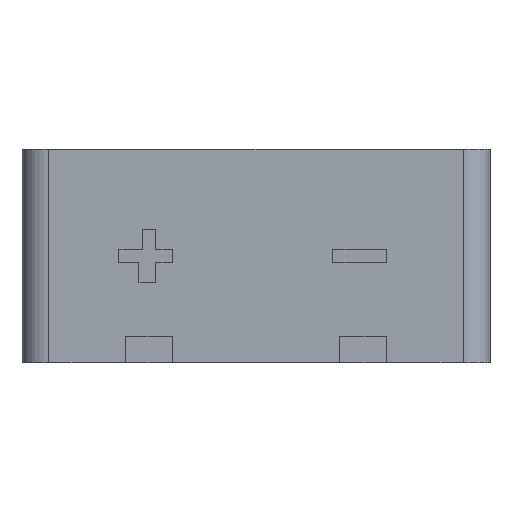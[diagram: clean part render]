
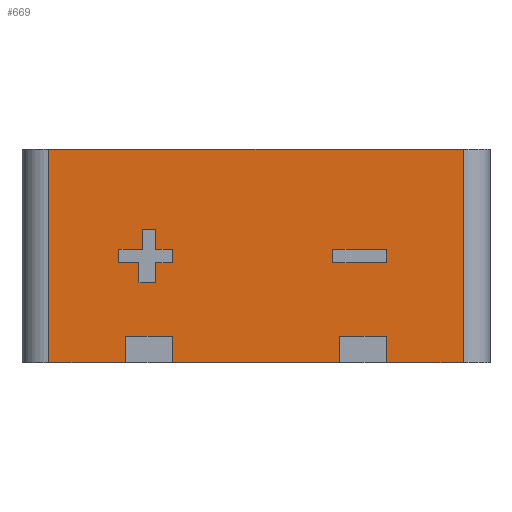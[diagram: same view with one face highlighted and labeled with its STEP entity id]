
A CAD part, front view. The second image highlights one B-rep face of the part: STEP entity #669.
In plain terms, the highlighted planar face has unit normal (0, -1, 0).
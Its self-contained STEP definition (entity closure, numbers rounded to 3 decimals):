
#155 = VERTEX_POINT('',#156);
#156 = CARTESIAN_POINT('',(-15.5,-30.5,16.));
#163 = EDGE_CURVE('',#164,#155,#166,.T.);
#164 = VERTEX_POINT('',#165);
#165 = CARTESIAN_POINT('',(15.5,-30.5,16.));
#166 = LINE('',#167,#168);
#167 = CARTESIAN_POINT('',(17.5,-30.5,16.));
#168 = VECTOR('',#169,1.);
#169 = DIRECTION('',(-1.,0.,0.));
#624 = VERTEX_POINT('',#625);
#625 = CARTESIAN_POINT('',(-15.5,-30.5,0.));
#632 = EDGE_CURVE('',#624,#155,#633,.T.);
#633 = LINE('',#634,#635);
#634 = CARTESIAN_POINT('',(-15.5,-30.5,0.));
#635 = VECTOR('',#636,1.);
#636 = DIRECTION('',(0.,0.,1.));
#669 = ADVANCED_FACE('',(#670,#752,#786),#884,.T.);
#670 = FACE_BOUND('',#671,.T.);
#671 = EDGE_LOOP('',(#672,#682,#688,#689,#690,#698,#706,#714,#722,#730,
    #738,#746));
#672 = ORIENTED_EDGE('',*,*,#673,.F.);
#673 = EDGE_CURVE('',#674,#676,#678,.T.);
#674 = VERTEX_POINT('',#675);
#675 = CARTESIAN_POINT('',(15.5,-30.5,0.));
#676 = VERTEX_POINT('',#677);
#677 = CARTESIAN_POINT('',(9.75,-30.5,0.));
#678 = LINE('',#679,#680);
#679 = CARTESIAN_POINT('',(17.5,-30.5,0.));
#680 = VECTOR('',#681,1.);
#681 = DIRECTION('',(-1.,0.,0.));
#682 = ORIENTED_EDGE('',*,*,#683,.T.);
#683 = EDGE_CURVE('',#674,#164,#684,.T.);
#684 = LINE('',#685,#686);
#685 = CARTESIAN_POINT('',(15.5,-30.5,0.));
#686 = VECTOR('',#687,1.);
#687 = DIRECTION('',(0.,0.,1.));
#688 = ORIENTED_EDGE('',*,*,#163,.T.);
#689 = ORIENTED_EDGE('',*,*,#632,.F.);
#690 = ORIENTED_EDGE('',*,*,#691,.F.);
#691 = EDGE_CURVE('',#692,#624,#694,.T.);
#692 = VERTEX_POINT('',#693);
#693 = CARTESIAN_POINT('',(-9.75,-30.5,0.));
#694 = LINE('',#695,#696);
#695 = CARTESIAN_POINT('',(17.5,-30.5,0.));
#696 = VECTOR('',#697,1.);
#697 = DIRECTION('',(-1.,0.,0.));
#698 = ORIENTED_EDGE('',*,*,#699,.T.);
#699 = EDGE_CURVE('',#692,#700,#702,.T.);
#700 = VERTEX_POINT('',#701);
#701 = CARTESIAN_POINT('',(-9.75,-30.5,2.));
#702 = LINE('',#703,#704);
#703 = CARTESIAN_POINT('',(-9.75,-30.5,0.));
#704 = VECTOR('',#705,1.);
#705 = DIRECTION('',(0.,0.,1.));
#706 = ORIENTED_EDGE('',*,*,#707,.F.);
#707 = EDGE_CURVE('',#708,#700,#710,.T.);
#708 = VERTEX_POINT('',#709);
#709 = CARTESIAN_POINT('',(-6.25,-30.5,2.));
#710 = LINE('',#711,#712);
#711 = CARTESIAN_POINT('',(-6.25,-30.5,2.));
#712 = VECTOR('',#713,1.);
#713 = DIRECTION('',(-1.,0.,0.));
#714 = ORIENTED_EDGE('',*,*,#715,.F.);
#715 = EDGE_CURVE('',#716,#708,#718,.T.);
#716 = VERTEX_POINT('',#717);
#717 = CARTESIAN_POINT('',(-6.25,-30.5,0.));
#718 = LINE('',#719,#720);
#719 = CARTESIAN_POINT('',(-6.25,-30.5,0.));
#720 = VECTOR('',#721,1.);
#721 = DIRECTION('',(0.,0.,1.));
#722 = ORIENTED_EDGE('',*,*,#723,.F.);
#723 = EDGE_CURVE('',#724,#716,#726,.T.);
#724 = VERTEX_POINT('',#725);
#725 = CARTESIAN_POINT('',(6.25,-30.5,0.));
#726 = LINE('',#727,#728);
#727 = CARTESIAN_POINT('',(17.5,-30.5,0.));
#728 = VECTOR('',#729,1.);
#729 = DIRECTION('',(-1.,0.,0.));
#730 = ORIENTED_EDGE('',*,*,#731,.T.);
#731 = EDGE_CURVE('',#724,#732,#734,.T.);
#732 = VERTEX_POINT('',#733);
#733 = CARTESIAN_POINT('',(6.25,-30.5,2.));
#734 = LINE('',#735,#736);
#735 = CARTESIAN_POINT('',(6.25,-30.5,0.));
#736 = VECTOR('',#737,1.);
#737 = DIRECTION('',(0.,0.,1.));
#738 = ORIENTED_EDGE('',*,*,#739,.F.);
#739 = EDGE_CURVE('',#740,#732,#742,.T.);
#740 = VERTEX_POINT('',#741);
#741 = CARTESIAN_POINT('',(9.75,-30.5,2.));
#742 = LINE('',#743,#744);
#743 = CARTESIAN_POINT('',(9.75,-30.5,2.));
#744 = VECTOR('',#745,1.);
#745 = DIRECTION('',(-1.,0.,0.));
#746 = ORIENTED_EDGE('',*,*,#747,.F.);
#747 = EDGE_CURVE('',#676,#740,#748,.T.);
#748 = LINE('',#749,#750);
#749 = CARTESIAN_POINT('',(9.75,-30.5,0.));
#750 = VECTOR('',#751,1.);
#751 = DIRECTION('',(0.,0.,1.));
#752 = FACE_BOUND('',#753,.T.);
#753 = EDGE_LOOP('',(#754,#764,#772,#780));
#754 = ORIENTED_EDGE('',*,*,#755,.T.);
#755 = EDGE_CURVE('',#756,#758,#760,.T.);
#756 = VERTEX_POINT('',#757);
#757 = CARTESIAN_POINT('',(5.75,-30.5,7.5));
#758 = VERTEX_POINT('',#759);
#759 = CARTESIAN_POINT('',(5.75,-30.5,8.5));
#760 = LINE('',#761,#762);
#761 = CARTESIAN_POINT('',(5.75,-30.5,7.5));
#762 = VECTOR('',#763,1.);
#763 = DIRECTION('',(0.,0.,1.));
#764 = ORIENTED_EDGE('',*,*,#765,.T.);
#765 = EDGE_CURVE('',#758,#766,#768,.T.);
#766 = VERTEX_POINT('',#767);
#767 = CARTESIAN_POINT('',(9.75,-30.5,8.5));
#768 = LINE('',#769,#770);
#769 = CARTESIAN_POINT('',(5.75,-30.5,8.5));
#770 = VECTOR('',#771,1.);
#771 = DIRECTION('',(1.,0.,0.));
#772 = ORIENTED_EDGE('',*,*,#773,.T.);
#773 = EDGE_CURVE('',#766,#774,#776,.T.);
#774 = VERTEX_POINT('',#775);
#775 = CARTESIAN_POINT('',(9.75,-30.5,7.5));
#776 = LINE('',#777,#778);
#777 = CARTESIAN_POINT('',(9.75,-30.5,8.5));
#778 = VECTOR('',#779,1.);
#779 = DIRECTION('',(0.,0.,-1.));
#780 = ORIENTED_EDGE('',*,*,#781,.T.);
#781 = EDGE_CURVE('',#774,#756,#782,.T.);
#782 = LINE('',#783,#784);
#783 = CARTESIAN_POINT('',(9.75,-30.5,7.5));
#784 = VECTOR('',#785,1.);
#785 = DIRECTION('',(-1.,0.,0.));
#786 = FACE_BOUND('',#787,.T.);
#787 = EDGE_LOOP('',(#788,#798,#806,#814,#822,#830,#838,#846,#854,#862,
    #870,#878));
#788 = ORIENTED_EDGE('',*,*,#789,.T.);
#789 = EDGE_CURVE('',#790,#792,#794,.T.);
#790 = VERTEX_POINT('',#791);
#791 = CARTESIAN_POINT('',(-10.25,-30.5,7.5));
#792 = VERTEX_POINT('',#793);
#793 = CARTESIAN_POINT('',(-10.25,-30.5,8.5));
#794 = LINE('',#795,#796);
#795 = CARTESIAN_POINT('',(-10.25,-30.5,7.5));
#796 = VECTOR('',#797,1.);
#797 = DIRECTION('',(0.,0.,1.));
#798 = ORIENTED_EDGE('',*,*,#799,.T.);
#799 = EDGE_CURVE('',#792,#800,#802,.T.);
#800 = VERTEX_POINT('',#801);
#801 = CARTESIAN_POINT('',(-8.5,-30.5,8.5));
#802 = LINE('',#803,#804);
#803 = CARTESIAN_POINT('',(-10.25,-30.5,8.5));
#804 = VECTOR('',#805,1.);
#805 = DIRECTION('',(1.,0.,0.));
#806 = ORIENTED_EDGE('',*,*,#807,.T.);
#807 = EDGE_CURVE('',#800,#808,#810,.T.);
#808 = VERTEX_POINT('',#809);
#809 = CARTESIAN_POINT('',(-8.5,-30.5,10.));
#810 = LINE('',#811,#812);
#811 = CARTESIAN_POINT('',(-8.5,-30.5,8.5));
#812 = VECTOR('',#813,1.);
#813 = DIRECTION('',(0.,0.,1.));
#814 = ORIENTED_EDGE('',*,*,#815,.T.);
#815 = EDGE_CURVE('',#808,#816,#818,.T.);
#816 = VERTEX_POINT('',#817);
#817 = CARTESIAN_POINT('',(-7.5,-30.5,10.));
#818 = LINE('',#819,#820);
#819 = CARTESIAN_POINT('',(-8.5,-30.5,10.));
#820 = VECTOR('',#821,1.);
#821 = DIRECTION('',(1.,0.,0.));
#822 = ORIENTED_EDGE('',*,*,#823,.T.);
#823 = EDGE_CURVE('',#816,#824,#826,.T.);
#824 = VERTEX_POINT('',#825);
#825 = CARTESIAN_POINT('',(-7.5,-30.5,8.5));
#826 = LINE('',#827,#828);
#827 = CARTESIAN_POINT('',(-7.5,-30.5,10.));
#828 = VECTOR('',#829,1.);
#829 = DIRECTION('',(0.,0.,-1.));
#830 = ORIENTED_EDGE('',*,*,#831,.T.);
#831 = EDGE_CURVE('',#824,#832,#834,.T.);
#832 = VERTEX_POINT('',#833);
#833 = CARTESIAN_POINT('',(-6.25,-30.5,8.5));
#834 = LINE('',#835,#836);
#835 = CARTESIAN_POINT('',(-7.5,-30.5,8.5));
#836 = VECTOR('',#837,1.);
#837 = DIRECTION('',(1.,0.,0.));
#838 = ORIENTED_EDGE('',*,*,#839,.T.);
#839 = EDGE_CURVE('',#832,#840,#842,.T.);
#840 = VERTEX_POINT('',#841);
#841 = CARTESIAN_POINT('',(-6.25,-30.5,7.5));
#842 = LINE('',#843,#844);
#843 = CARTESIAN_POINT('',(-6.25,-30.5,8.5));
#844 = VECTOR('',#845,1.);
#845 = DIRECTION('',(0.,0.,-1.));
#846 = ORIENTED_EDGE('',*,*,#847,.T.);
#847 = EDGE_CURVE('',#840,#848,#850,.T.);
#848 = VERTEX_POINT('',#849);
#849 = CARTESIAN_POINT('',(-7.5,-30.5,7.5));
#850 = LINE('',#851,#852);
#851 = CARTESIAN_POINT('',(-6.25,-30.5,7.5));
#852 = VECTOR('',#853,1.);
#853 = DIRECTION('',(-1.,0.,0.));
#854 = ORIENTED_EDGE('',*,*,#855,.T.);
#855 = EDGE_CURVE('',#848,#856,#858,.T.);
#856 = VERTEX_POINT('',#857);
#857 = CARTESIAN_POINT('',(-7.5,-30.5,6.));
#858 = LINE('',#859,#860);
#859 = CARTESIAN_POINT('',(-7.5,-30.5,7.5));
#860 = VECTOR('',#861,1.);
#861 = DIRECTION('',(0.,0.,-1.));
#862 = ORIENTED_EDGE('',*,*,#863,.T.);
#863 = EDGE_CURVE('',#856,#864,#866,.T.);
#864 = VERTEX_POINT('',#865);
#865 = CARTESIAN_POINT('',(-8.75,-30.5,6.));
#866 = LINE('',#867,#868);
#867 = CARTESIAN_POINT('',(-7.5,-30.5,6.));
#868 = VECTOR('',#869,1.);
#869 = DIRECTION('',(-1.,0.,0.));
#870 = ORIENTED_EDGE('',*,*,#871,.T.);
#871 = EDGE_CURVE('',#864,#872,#874,.T.);
#872 = VERTEX_POINT('',#873);
#873 = CARTESIAN_POINT('',(-8.75,-30.5,7.5));
#874 = LINE('',#875,#876);
#875 = CARTESIAN_POINT('',(-8.75,-30.5,6.));
#876 = VECTOR('',#877,1.);
#877 = DIRECTION('',(0.,0.,1.));
#878 = ORIENTED_EDGE('',*,*,#879,.T.);
#879 = EDGE_CURVE('',#872,#790,#880,.T.);
#880 = LINE('',#881,#882);
#881 = CARTESIAN_POINT('',(-8.75,-30.5,7.5));
#882 = VECTOR('',#883,1.);
#883 = DIRECTION('',(-1.,0.,0.));
#884 = PLANE('',#885);
#885 = AXIS2_PLACEMENT_3D('',#886,#887,#888);
#886 = CARTESIAN_POINT('',(17.5,-30.5,0.));
#887 = DIRECTION('',(0.,-1.,0.));
#888 = DIRECTION('',(-1.,0.,0.));
